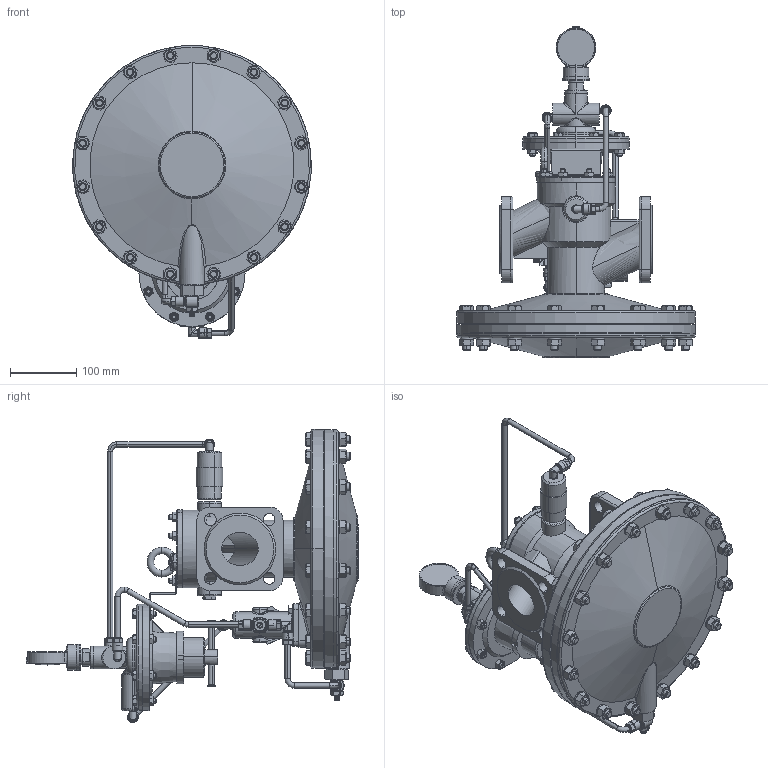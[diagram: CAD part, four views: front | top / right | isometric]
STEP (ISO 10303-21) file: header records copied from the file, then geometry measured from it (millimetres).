
FILE_DESCRIPTION (( 'STEP AP203' ), '1' );
FILE_NAME ('ﾐﾄﾁﾊ-50-ﾂ.STEP', '2024-11-11T04:49:21', ( '' ), ( '' ), 'SwSTEP 2.0', 'SolidWorks 2021', '' );
FILE_SCHEMA (( 'CONFIG_CONTROL_DESIGN' ));
Length unit declared in the file: millimetre
Products named in the file (1): ﾐﾄﾁﾊ-50-ﾂ
Bounding box: 360 x 500.5 x 441.73 mm (x, y, z)
Surface area: 992764 mm2 (no closed solid volume)
Topology: 0 solids, 264 shells, 1906 faces, 6638 edges, 4828 vertices
Faces by surface type: plane 741, cylinder 485, cone 446, bspline 116, torus 114, sphere 4
Entity records: 85894 total; most frequent: CARTESIAN_POINT 32858, DIRECTION 10426, ORIENTED_EDGE 10076, EDGE_CURVE 6605, VERTEX_POINT 4828, AXIS2_PLACEMENT_3D 3993, VECTOR 2440, LINE 2440
